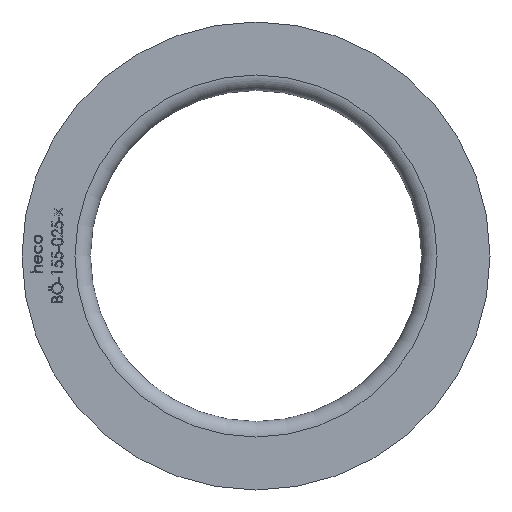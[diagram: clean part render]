
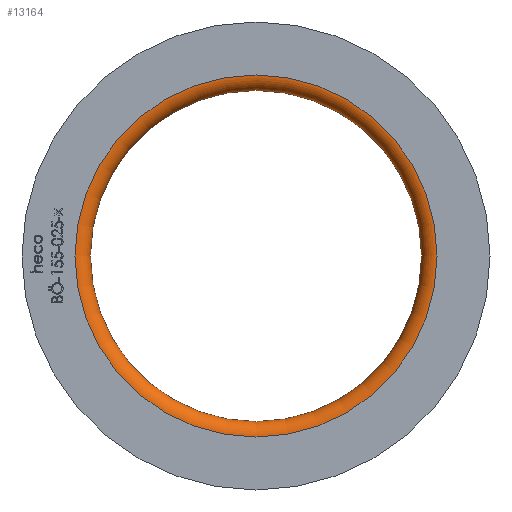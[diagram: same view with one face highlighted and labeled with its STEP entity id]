
A CAD part, left-side view. The second image highlights one B-rep face of the part: STEP entity #13164.
In plain terms, the highlighted toroidal (fillet/blend) face has major radius 82 mm and minor radius 7 mm.
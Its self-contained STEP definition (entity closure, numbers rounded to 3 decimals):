
#161 = DIRECTION ( 'NONE',  ( 0., 0., 1. ) ) ;
#430 = DIRECTION ( 'NONE',  ( 0., 0., 1. ) ) ;
#505 = EDGE_LOOP ( 'NONE', ( #14511 ) ) ;
#819 = VERTEX_POINT ( 'NONE', #8805 ) ;
#1499 = CARTESIAN_POINT ( 'NONE',  ( 7., 0., 0. ) ) ;
#2424 = DIRECTION ( 'NONE',  ( -1., 0., 0. ) ) ;
#2738 = CARTESIAN_POINT ( 'NONE',  ( 0., 0., 0. ) ) ;
#3226 = EDGE_LOOP ( 'NONE', ( #10329 ) ) ;
#3828 = EDGE_CURVE ( 'NONE', #5165, #5165, #6948, .T. ) ;
#4107 = AXIS2_PLACEMENT_3D ( 'NONE', #1499, #7293, #430 ) ;
#4340 = TOROIDAL_SURFACE ( 'NONE', #4107, 82., 7. ) ;
#5165 = VERTEX_POINT ( 'NONE', #9683 ) ;
#6948 = CIRCLE ( 'NONE', #9994, 82. ) ;
#7038 = DIRECTION ( 'NONE',  ( -1., 0., 0. ) ) ;
#7293 = DIRECTION ( 'NONE',  ( -1., 0., 0. ) ) ;
#7330 = CIRCLE ( 'NONE', #7565, 75. ) ;
#7565 = AXIS2_PLACEMENT_3D ( 'NONE', #12676, #2424, #161 ) ;
#8293 = DIRECTION ( 'NONE',  ( 0., 0., 1. ) ) ;
#8749 = FACE_OUTER_BOUND ( 'NONE', #505, .T. ) ;
#8805 = CARTESIAN_POINT ( 'NONE',  ( 7., 0., 75. ) ) ;
#9316 = FACE_OUTER_BOUND ( 'NONE', #3226, .T. ) ;
#9683 = CARTESIAN_POINT ( 'NONE',  ( 0., 0., 82. ) ) ;
#9994 = AXIS2_PLACEMENT_3D ( 'NONE', #2738, #7038, #8293 ) ;
#10272 = EDGE_CURVE ( 'NONE', #819, #819, #7330, .T. ) ;
#10329 = ORIENTED_EDGE ( 'NONE', *, *, #10272, .F. ) ;
#12676 = CARTESIAN_POINT ( 'NONE',  ( 7., 0., 0. ) ) ;
#13164 = ADVANCED_FACE ( 'NONE', ( #9316, #8749 ), #4340, .T. ) ;
#14511 = ORIENTED_EDGE ( 'NONE', *, *, #3828, .T. ) ;
